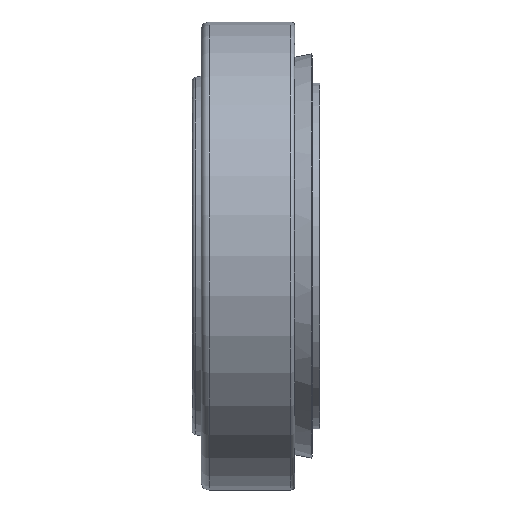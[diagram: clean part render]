
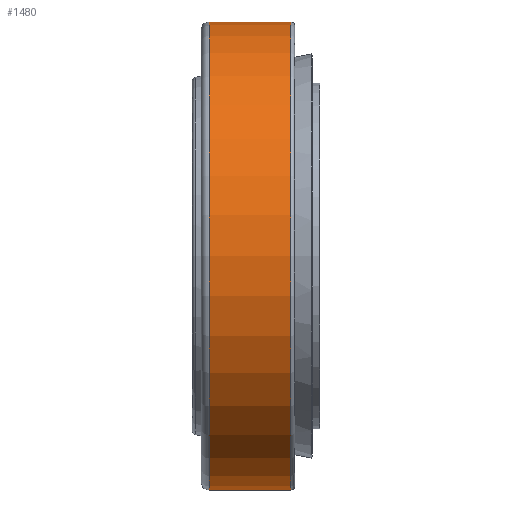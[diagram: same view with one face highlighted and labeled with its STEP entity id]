
A CAD part, top view. The second image highlights one B-rep face of the part: STEP entity #1480.
In plain terms, the highlighted cylindrical face has radius 75 mm (diameter 150 mm), a partial arc.
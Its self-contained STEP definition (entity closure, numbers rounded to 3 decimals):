
#1480=ADVANCED_FACE('',(#2961),#2962,.T.);
#2961=FACE_OUTER_BOUND('',#4451,.T.);
#2962=CYLINDRICAL_SURFACE('',#4452,75.0);
#4451=EDGE_LOOP('',(#8560,#8561,#8562,#8563));
#4452=AXIS2_PLACEMENT_3D('',#8564,#8565,#8566);
#8560=ORIENTED_EDGE('',*,*,#9503,.T.);
#8561=ORIENTED_EDGE('',*,*,#10183,.F.);
#8562=ORIENTED_EDGE('',*,*,#9505,.T.);
#8563=ORIENTED_EDGE('',*,*,#10181,.T.);
#8564=CARTESIAN_POINT('',(12.635,0.0,0.0));
#8565=DIRECTION('',(1.0,0.0,0.0));
#8566=DIRECTION('',(0.0,1.0,0.));
#9503=EDGE_CURVE('',#11531,#11522,#11532,.T.);
#9505=EDGE_CURVE('',#11525,#11533,#11535,.T.);
#10181=EDGE_CURVE('',#11533,#11531,#12537,.T.);
#10183=EDGE_CURVE('',#11525,#11522,#12539,.T.);
#11522=VERTEX_POINT('',#14380);
#11525=VERTEX_POINT('',#14383);
#11531=VERTEX_POINT('',#14389);
#11532=LINE('',#14390,#14391);
#11533=VERTEX_POINT('',#14392);
#11535=LINE('',#14394,#14395);
#12537=CIRCLE('',#15847,75.0);
#12539=CIRCLE('',#15849,75.0);
#14380=CARTESIAN_POINT('',(-0.46,75.0,0.));
#14383=CARTESIAN_POINT('',(-0.46,-75.0,0.));
#14389=CARTESIAN_POINT('',(25.73,75.0,0.));
#14390=CARTESIAN_POINT('',(12.635,75.0,0.));
#14391=VECTOR('',#16762,1.0);
#14392=CARTESIAN_POINT('',(25.73,-75.0,0.));
#14394=CARTESIAN_POINT('',(12.635,-75.0,0.));
#14395=VECTOR('',#16766,1.0);
#15847=AXIS2_PLACEMENT_3D('',#17340,#17341,#17342);
#15849=AXIS2_PLACEMENT_3D('',#17343,#17344,#17345);
#16762=DIRECTION('',(-1.0,0.0,0.0));
#16766=DIRECTION('',(1.0,0.0,0.0));
#17340=CARTESIAN_POINT('',(25.73,0.0,0.0));
#17341=DIRECTION('',(-1.0,0.0,0.0));
#17342=DIRECTION('',(0.0,1.0,0.));
#17343=CARTESIAN_POINT('',(-0.46,0.0,0.0));
#17344=DIRECTION('',(-1.0,0.0,0.0));
#17345=DIRECTION('',(0.0,1.0,0.));
